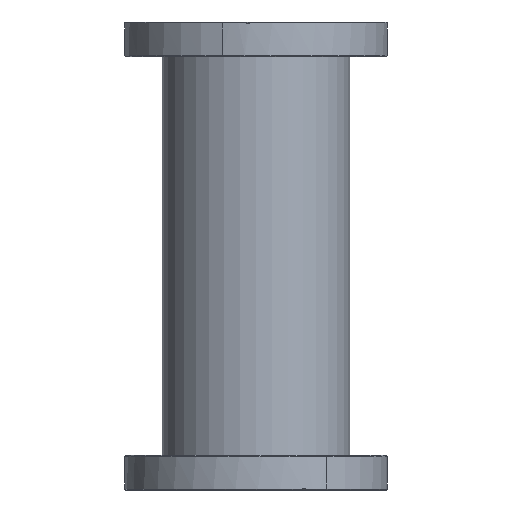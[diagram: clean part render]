
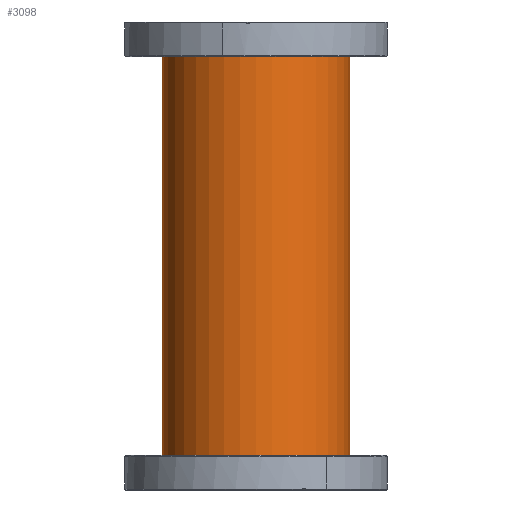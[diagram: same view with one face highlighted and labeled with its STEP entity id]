
A CAD part, front view. The second image highlights one B-rep face of the part: STEP entity #3098.
In plain terms, the highlighted cylindrical face has radius 54 mm (diameter 108 mm), a partial arc.
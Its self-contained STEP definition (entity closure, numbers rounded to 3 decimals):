
#75 = DIRECTION ( 'NONE',  ( -1., 0., 0. ) ) ;
#497 = EDGE_CURVE ( 'NONE', #5171, #7072, #1511, .T. ) ;
#796 = CARTESIAN_POINT ( 'NONE',  ( 0., 0., 247.8 ) ) ;
#905 = LINE ( 'NONE', #3142, #2842 ) ;
#1103 = CYLINDRICAL_SURFACE ( 'NONE', #1608, 54. ) ;
#1200 = LINE ( 'NONE', #6342, #4812 ) ;
#1511 = CIRCLE ( 'NONE', #3227, 54. ) ;
#1608 = AXIS2_PLACEMENT_3D ( 'NONE', #796, #5826, #75 ) ;
#1685 = EDGE_CURVE ( 'NONE', #7509, #7072, #905, .T. ) ;
#1797 = VERTEX_POINT ( 'NONE', #4520 ) ;
#2182 = DIRECTION ( 'NONE',  ( 0., 0., 1. ) ) ;
#2734 = ORIENTED_EDGE ( 'NONE', *, *, #8746, .T. ) ;
#2842 = VECTOR ( 'NONE', #4398, 1000. ) ;
#3098 = ADVANCED_FACE ( 'NONE', ( #5165 ), #1103, .T. ) ;
#3142 = CARTESIAN_POINT ( 'NONE',  ( 54., 0., 247.8 ) ) ;
#3227 = AXIS2_PLACEMENT_3D ( 'NONE', #5773, #5709, #5833 ) ;
#4223 = ORIENTED_EDGE ( 'NONE', *, *, #1685, .F. ) ;
#4398 = DIRECTION ( 'NONE',  ( 0., 0., -1. ) ) ;
#4520 = CARTESIAN_POINT ( 'NONE',  ( -54., 0., 247.8 ) ) ;
#4521 = CIRCLE ( 'NONE', #8805, 54. ) ;
#4812 = VECTOR ( 'NONE', #9179, 1000. ) ;
#5165 = FACE_OUTER_BOUND ( 'NONE', #9159, .T. ) ;
#5171 = VERTEX_POINT ( 'NONE', #6046 ) ;
#5709 = DIRECTION ( 'NONE',  ( 0., 0., 1. ) ) ;
#5773 = CARTESIAN_POINT ( 'NONE',  ( 0., 0., 0. ) ) ;
#5826 = DIRECTION ( 'NONE',  ( 0., 0., -1. ) ) ;
#5833 = DIRECTION ( 'NONE',  ( 1., 0., 0. ) ) ;
#6046 = CARTESIAN_POINT ( 'NONE',  ( -54., 0., 0. ) ) ;
#6342 = CARTESIAN_POINT ( 'NONE',  ( -54., 0., 247.8 ) ) ;
#6456 = CARTESIAN_POINT ( 'NONE',  ( 0., 0., 247.8 ) ) ;
#6944 = ORIENTED_EDGE ( 'NONE', *, *, #497, .T. ) ;
#7072 = VERTEX_POINT ( 'NONE', #8370 ) ;
#7192 = DIRECTION ( 'NONE',  ( 1., 0., 0. ) ) ;
#7267 = EDGE_CURVE ( 'NONE', #1797, #7509, #4521, .T. ) ;
#7509 = VERTEX_POINT ( 'NONE', #7974 ) ;
#7974 = CARTESIAN_POINT ( 'NONE',  ( 54., 0., 247.8 ) ) ;
#8370 = CARTESIAN_POINT ( 'NONE',  ( 54., 0., 0. ) ) ;
#8607 = ORIENTED_EDGE ( 'NONE', *, *, #7267, .F. ) ;
#8746 = EDGE_CURVE ( 'NONE', #1797, #5171, #1200, .T. ) ;
#8805 = AXIS2_PLACEMENT_3D ( 'NONE', #6456, #2182, #7192 ) ;
#9159 = EDGE_LOOP ( 'NONE', ( #4223, #8607, #2734, #6944 ) ) ;
#9179 = DIRECTION ( 'NONE',  ( 0., 0., -1. ) ) ;
